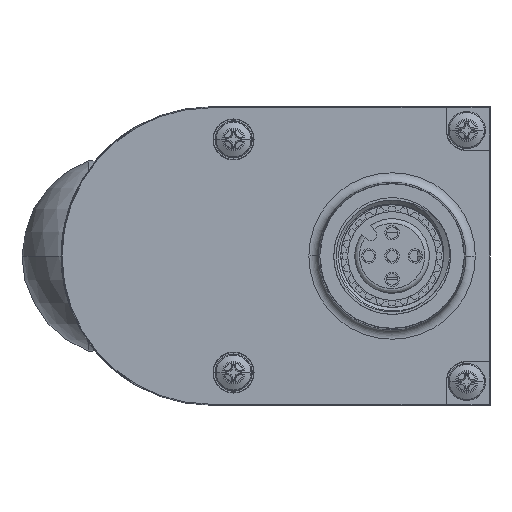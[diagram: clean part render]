
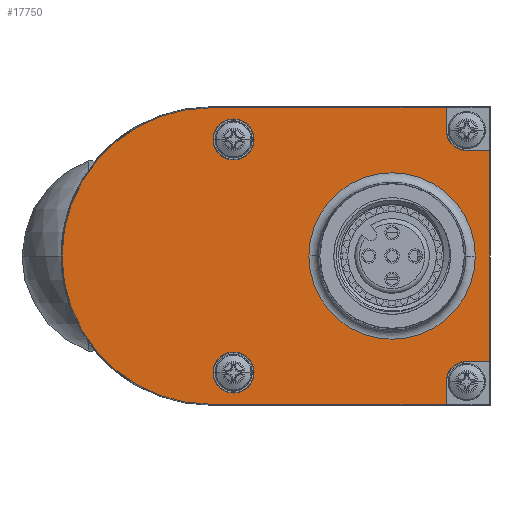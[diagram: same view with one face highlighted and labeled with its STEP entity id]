
A CAD part, left-side view. The second image highlights one B-rep face of the part: STEP entity #17750.
In plain terms, the highlighted face is planar.
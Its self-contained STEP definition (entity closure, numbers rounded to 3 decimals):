
#14480=CARTESIAN_POINT('',(12.5,-2.5,0.));
#14481=DIRECTION('',(0.,0.,1.));
#14482=DIRECTION('',(1.,0.,0.));
#14483=AXIS2_PLACEMENT_3D('',#14480,#14481,#14482);
#14485=CARTESIAN_POINT('',(12.5,-2.5,0.));
#14486=DIRECTION('',(0.,0.,1.));
#14487=DIRECTION('',(-1.,0.,0.));
#14488=AXIS2_PLACEMENT_3D('',#14485,#14486,#14487);
#14490=CARTESIAN_POINT('',(-12.5,-2.5,0.));
#14491=DIRECTION('',(0.,0.,1.));
#14492=DIRECTION('',(1.,0.,0.));
#14493=AXIS2_PLACEMENT_3D('',#14490,#14491,#14492);
#14495=CARTESIAN_POINT('',(-12.5,-2.5,0.));
#14496=DIRECTION('',(0.,0.,1.));
#14497=DIRECTION('',(-1.,0.,0.));
#14498=AXIS2_PLACEMENT_3D('',#14495,#14496,#14497);
#14500=CARTESIAN_POINT('',(0.,0.,0.));
#14501=DIRECTION('',(0.,0.,1.));
#14502=DIRECTION('',(1.,0.,0.));
#14503=AXIS2_PLACEMENT_3D('',#14500,#14501,#14502);
#14505=DIRECTION('',(0.,1.,0.));
#14506=VECTOR('',#14505,25.3);
#14507=CARTESIAN_POINT('',(15.895,-25.3,0.));
#14508=LINE('',#14507,#14506);
#14509=DIRECTION('',(-1.,0.,0.));
#14510=VECTOR('',#14509,2.395);
#14511=CARTESIAN_POINT('',(15.895,-25.3,0.));
#14512=LINE('',#14511,#14510);
#14513=CARTESIAN_POINT('',(13.5,-27.5,0.));
#14514=DIRECTION('',(0.,0.,1.));
#14515=DIRECTION('',(0.,1.,0.));
#14516=AXIS2_PLACEMENT_3D('',#14513,#14514,#14515);
#14518=DIRECTION('',(0.,1.,0.));
#14519=VECTOR('',#14518,2.395);
#14520=CARTESIAN_POINT('',(11.3,-29.895,0.));
#14521=LINE('',#14520,#14519);
#14522=DIRECTION('',(1.,0.,0.));
#14523=VECTOR('',#14522,22.6);
#14524=CARTESIAN_POINT('',(-11.3,-29.895,0.));
#14525=LINE('',#14524,#14523);
#14526=DIRECTION('',(0.,1.,0.));
#14527=VECTOR('',#14526,2.395);
#14528=CARTESIAN_POINT('',(-11.3,-29.895,0.));
#14529=LINE('',#14528,#14527);
#14530=CARTESIAN_POINT('',(-13.5,-27.5,0.));
#14531=DIRECTION('',(0.,0.,1.));
#14532=DIRECTION('',(1.,0.,0.));
#14533=AXIS2_PLACEMENT_3D('',#14530,#14531,#14532);
#14535=DIRECTION('',(1.,0.,0.));
#14536=VECTOR('',#14535,2.395);
#14537=CARTESIAN_POINT('',(-15.895,-25.3,0.));
#14538=LINE('',#14537,#14536);
#14539=DIRECTION('',(0.,1.,0.));
#14540=VECTOR('',#14539,25.3);
#14541=CARTESIAN_POINT('',(-15.895,-25.3,0.));
#14542=LINE('',#14541,#14540);
#14543=CARTESIAN_POINT('',(0.,-19.5,0.));
#14544=DIRECTION('',(0.,0.,1.));
#14545=DIRECTION('',(0.,1.,0.));
#14546=AXIS2_PLACEMENT_3D('',#14543,#14544,#14545);
#14548=CARTESIAN_POINT('',(0.,-19.5,0.));
#14549=DIRECTION('',(0.,0.,1.));
#14550=DIRECTION('',(0.,-1.,0.));
#14551=AXIS2_PLACEMENT_3D('',#14548,#14549,#14550);
#17339=CARTESIAN_POINT('',(15.895,0.,0.));
#17341=VERTEX_POINT('',#17339);
#17343=CARTESIAN_POINT('',(-15.895,0.,0.));
#17345=VERTEX_POINT('',#17343);
#17354=CARTESIAN_POINT('',(14.7,-2.5,0.));
#17355=CARTESIAN_POINT('',(10.3,-2.5,0.));
#17356=VERTEX_POINT('',#17354);
#17357=VERTEX_POINT('',#17355);
#17358=CARTESIAN_POINT('',(-10.3,-2.5,0.));
#17359=CARTESIAN_POINT('',(-14.7,-2.5,0.));
#17360=VERTEX_POINT('',#17358);
#17361=VERTEX_POINT('',#17359);
#17473=CARTESIAN_POINT('',(0.,-10.575,0.));
#17474=CARTESIAN_POINT('',(0.,-28.425,0.));
#17475=VERTEX_POINT('',#17473);
#17476=VERTEX_POINT('',#17474);
#17649=CARTESIAN_POINT('',(13.5,-25.3,0.));
#17650=CARTESIAN_POINT('',(11.3,-27.5,0.));
#17651=VERTEX_POINT('',#17649);
#17652=VERTEX_POINT('',#17650);
#17653=CARTESIAN_POINT('',(-11.3,-27.5,0.));
#17654=CARTESIAN_POINT('',(-13.5,-25.3,0.));
#17655=VERTEX_POINT('',#17653);
#17656=VERTEX_POINT('',#17654);
#17657=CARTESIAN_POINT('',(15.895,-25.3,0.));
#17658=VERTEX_POINT('',#17657);
#17659=CARTESIAN_POINT('',(11.3,-29.895,0.));
#17660=VERTEX_POINT('',#17659);
#17661=CARTESIAN_POINT('',(-11.3,-29.895,0.));
#17662=VERTEX_POINT('',#17661);
#17663=CARTESIAN_POINT('',(-15.895,-25.3,0.));
#17664=VERTEX_POINT('',#17663);
#17705=CARTESIAN_POINT('',(0.,0.,0.));
#17706=DIRECTION('',(0.,0.,1.));
#17707=DIRECTION('',(1.,0.,0.));
#17708=AXIS2_PLACEMENT_3D('',#17705,#17706,#17707);
#17709=PLANE('',#17708);
#17711=ORIENTED_EDGE('',*,*,#17710,.F.);
#17713=ORIENTED_EDGE('',*,*,#17712,.F.);
#17715=ORIENTED_EDGE('',*,*,#17714,.T.);
#17717=ORIENTED_EDGE('',*,*,#17716,.T.);
#17719=ORIENTED_EDGE('',*,*,#17718,.F.);
#17721=ORIENTED_EDGE('',*,*,#17720,.F.);
#17723=ORIENTED_EDGE('',*,*,#17722,.T.);
#17725=ORIENTED_EDGE('',*,*,#17724,.T.);
#17727=ORIENTED_EDGE('',*,*,#17726,.F.);
#17729=ORIENTED_EDGE('',*,*,#17728,.T.);
#17730=EDGE_LOOP('',(#17711,#17713,#17715,#17717,#17719,#17721,#17723,#17725,
#17727,#17729));
#17731=FACE_OUTER_BOUND('',#17730,.F.);
#17733=ORIENTED_EDGE('',*,*,#17732,.T.);
#17735=ORIENTED_EDGE('',*,*,#17734,.T.);
#17736=EDGE_LOOP('',(#17733,#17735));
#17737=FACE_BOUND('',#17736,.F.);
#17739=ORIENTED_EDGE('',*,*,#17738,.T.);
#17741=ORIENTED_EDGE('',*,*,#17740,.T.);
#17742=EDGE_LOOP('',(#17739,#17741));
#17743=FACE_BOUND('',#17742,.F.);
#17745=ORIENTED_EDGE('',*,*,#17744,.T.);
#17747=ORIENTED_EDGE('',*,*,#17746,.T.);
#17748=EDGE_LOOP('',(#17745,#17747));
#17749=FACE_BOUND('',#17748,.F.);
#17750=ADVANCED_FACE('',(#17731,#17737,#17743,#17749),#17709,.T.);
#14484=CIRCLE('',#14483,2.2);
#14489=CIRCLE('',#14488,2.2);
#14494=CIRCLE('',#14493,2.2);
#14499=CIRCLE('',#14498,2.2);
#14504=CIRCLE('',#14503,15.895);
#14517=CIRCLE('',#14516,2.2);
#14534=CIRCLE('',#14533,2.2);
#14547=CIRCLE('',#14546,8.925);
#14552=CIRCLE('',#14551,8.925);
#17710=EDGE_CURVE('',#17341,#17345,#14504,.T.);
#17712=EDGE_CURVE('',#17658,#17341,#14508,.T.);
#17714=EDGE_CURVE('',#17658,#17651,#14512,.T.);
#17716=EDGE_CURVE('',#17651,#17652,#14517,.T.);
#17718=EDGE_CURVE('',#17660,#17652,#14521,.T.);
#17720=EDGE_CURVE('',#17662,#17660,#14525,.T.);
#17722=EDGE_CURVE('',#17662,#17655,#14529,.T.);
#17724=EDGE_CURVE('',#17655,#17656,#14534,.T.);
#17726=EDGE_CURVE('',#17664,#17656,#14538,.T.);
#17728=EDGE_CURVE('',#17664,#17345,#14542,.T.);
#17732=EDGE_CURVE('',#17360,#17361,#14494,.T.);
#17734=EDGE_CURVE('',#17361,#17360,#14499,.T.);
#17738=EDGE_CURVE('',#17356,#17357,#14484,.T.);
#17740=EDGE_CURVE('',#17357,#17356,#14489,.T.);
#17744=EDGE_CURVE('',#17475,#17476,#14547,.T.);
#17746=EDGE_CURVE('',#17476,#17475,#14552,.T.);
